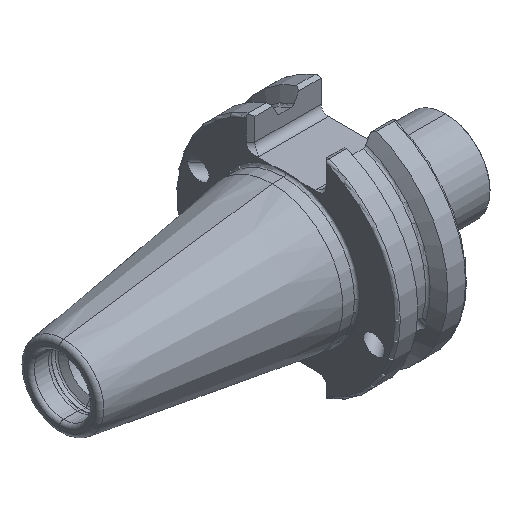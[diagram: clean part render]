
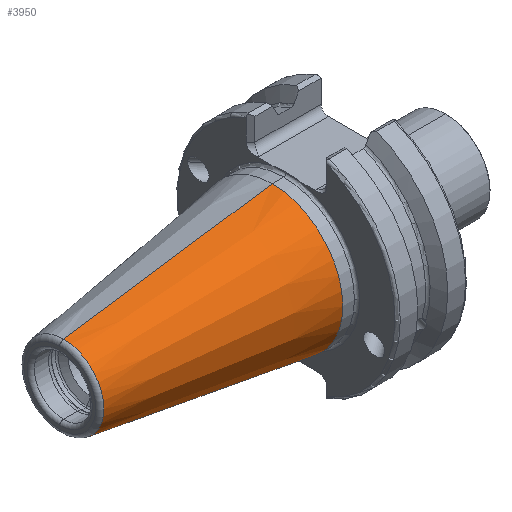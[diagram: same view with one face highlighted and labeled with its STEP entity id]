
A CAD part, isometric view. The second image highlights one B-rep face of the part: STEP entity #3950.
In plain terms, the highlighted conical face has half-angle 8.297 degrees and reference radius 15.875 mm.
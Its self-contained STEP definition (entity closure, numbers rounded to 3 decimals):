
#96 = VERTEX_POINT ( 'NONE', #3065 ) ;
#401 = LINE ( 'NONE', #1284, #5457 ) ;
#681 = DIRECTION ( 'NONE',  ( 0.99, 0., 0.144 ) ) ;
#1284 = CARTESIAN_POINT ( 'NONE',  ( 0., 0., 15.875 ) ) ;
#1288 = EDGE_CURVE ( 'NONE', #1998, #96, #2261, .T. ) ;
#1304 = VERTEX_POINT ( 'NONE', #2162 ) ;
#1394 = CARTESIAN_POINT ( 'NONE',  ( -46.794, 0., -9.051 ) ) ;
#1570 = VERTEX_POINT ( 'NONE', #2034 ) ;
#1762 = AXIS2_PLACEMENT_3D ( 'NONE', #4222, #4525, #4311 ) ;
#1868 = EDGE_CURVE ( 'NONE', #96, #1570, #401, .T. ) ;
#1928 = CIRCLE ( 'NONE', #3470, 15.875 ) ;
#1998 = VERTEX_POINT ( 'NONE', #1394 ) ;
#2034 = CARTESIAN_POINT ( 'NONE',  ( 0., 0., 15.875 ) ) ;
#2162 = CARTESIAN_POINT ( 'NONE',  ( 0., 0., -15.875 ) ) ;
#2215 = DIRECTION ( 'NONE',  ( -1., 0., 0. ) ) ;
#2261 = CIRCLE ( 'NONE', #2825, 9.051 ) ;
#2743 = EDGE_LOOP ( 'NONE', ( #6290, #5065, #4919, #4207 ) ) ;
#2825 = AXIS2_PLACEMENT_3D ( 'NONE', #4546, #5592, #4521 ) ;
#2913 = VECTOR ( 'NONE', #5877, 1000. ) ;
#3065 = CARTESIAN_POINT ( 'NONE',  ( -46.794, 0., 9.051 ) ) ;
#3302 = EDGE_CURVE ( 'NONE', #1998, #1304, #4197, .T. ) ;
#3470 = AXIS2_PLACEMENT_3D ( 'NONE', #5149, #2215, #5608 ) ;
#3950 = ADVANCED_FACE ( 'NONE', ( #5767 ), #4349, .T. ) ;
#4197 = LINE ( 'NONE', #5894, #2913 ) ;
#4207 = ORIENTED_EDGE ( 'NONE', *, *, #5921, .T. ) ;
#4222 = CARTESIAN_POINT ( 'NONE',  ( 0., 0., 0. ) ) ;
#4311 = DIRECTION ( 'NONE',  ( 0., 0., -1. ) ) ;
#4349 = CONICAL_SURFACE ( 'NONE', #1762, 15.875, 0.145 ) ;
#4521 = DIRECTION ( 'NONE',  ( 0., 0., 1. ) ) ;
#4525 = DIRECTION ( 'NONE',  ( 1., 0., 0. ) ) ;
#4546 = CARTESIAN_POINT ( 'NONE',  ( -46.794, 0., 0. ) ) ;
#4919 = ORIENTED_EDGE ( 'NONE', *, *, #3302, .T. ) ;
#5065 = ORIENTED_EDGE ( 'NONE', *, *, #1288, .F. ) ;
#5149 = CARTESIAN_POINT ( 'NONE',  ( 0., 0., 0. ) ) ;
#5457 = VECTOR ( 'NONE', #681, 1000. ) ;
#5592 = DIRECTION ( 'NONE',  ( -1., 0., 0. ) ) ;
#5608 = DIRECTION ( 'NONE',  ( 0., 0., 1. ) ) ;
#5767 = FACE_OUTER_BOUND ( 'NONE', #2743, .T. ) ;
#5877 = DIRECTION ( 'NONE',  ( 0.99, 0., -0.144 ) ) ;
#5894 = CARTESIAN_POINT ( 'NONE',  ( 0., 0., -15.875 ) ) ;
#5921 = EDGE_CURVE ( 'NONE', #1304, #1570, #1928, .T. ) ;
#6290 = ORIENTED_EDGE ( 'NONE', *, *, #1868, .F. ) ;
